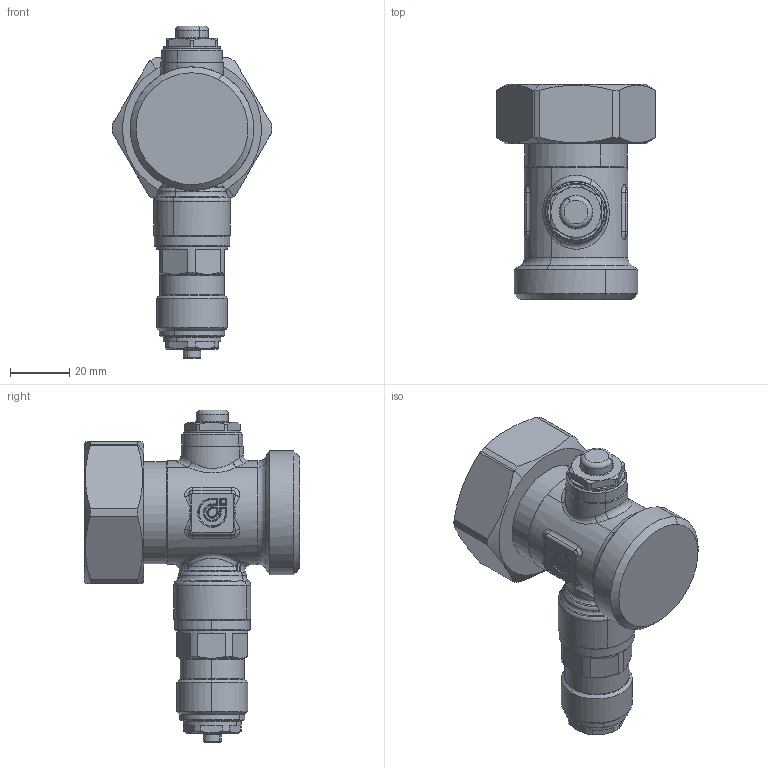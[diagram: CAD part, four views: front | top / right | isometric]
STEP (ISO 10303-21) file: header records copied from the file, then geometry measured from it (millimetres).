
FILE_DESCRIPTION(('CATIA V5 STEP Exchange','CAx-IF Rec.Pracs.--- Model Styling and Organization---1.5--- 2016-08-15','CAx-IF Rec.Pracs.---Supplemental Geometry---1.0---2011-11-01','CAx-IF Rec.Pracs.--- Composite Materials ---3.4---2017-06-13','CAx-IF Rec.Pracs.---Tessellated 3D Geometry---1.0---2015-12-17'),'2;1');
FILE_NAME('STEP_108732_-_TST.stp','2025-04-17T06:53:51+00:00',('none'),('none'),'CATIA Version 5-6 Release 2020 SP5','CATIA V5 STEP AP242 v2','none');
FILE_SCHEMA(('AP242_MANAGED_MODEL_BASED_3D_ENGINEERING_MIM_LF {1 0 10303 442 1 1 4}'));
Length unit declared in the file: millimetre
Products named in the file (1): 108732 - TST
Bounding box: 53.99 x 72.7 x 112.15 mm (x, y, z)
Volume: 124472.8 mm3; surface area: 19110.8 mm2
Topology: 1 solids, 1 shells, 474 faces, 1111 edges, 615 vertices
Faces by surface type: cylinder 152, bspline 102, plane 92, cone 54, sphere 38, torus 36
Entity records: 21228 total; most frequent: CARTESIAN_POINT 12056, ORIENTED_EDGE 2146, DIRECTION 1279, EDGE_CURVE 1073, AXIS2_PLACEMENT_3D 666, VERTEX_POINT 615, EDGE_LOOP 488, ADVANCED_FACE 474
